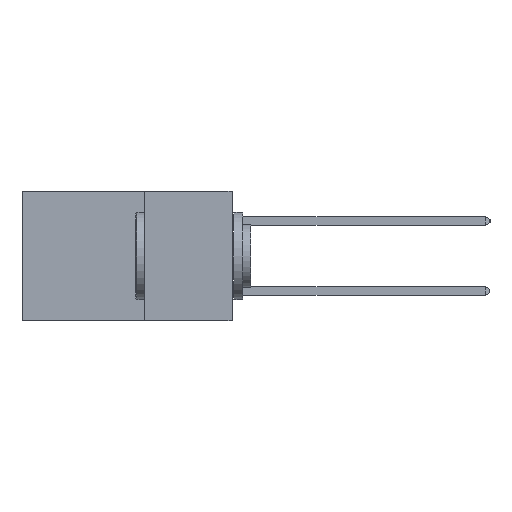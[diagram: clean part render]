
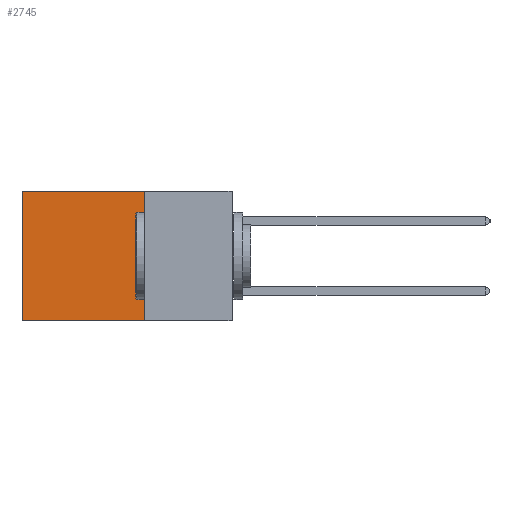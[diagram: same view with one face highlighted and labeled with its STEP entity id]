
A CAD part, left-side view. The second image highlights one B-rep face of the part: STEP entity #2745.
In plain terms, the highlighted planar face has unit normal (-1, 0, 0).
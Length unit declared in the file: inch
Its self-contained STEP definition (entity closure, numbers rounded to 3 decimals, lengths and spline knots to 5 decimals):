
#1115 = VECTOR ( 'NONE', #17465, 39.37008 ) ;
#1603 = LINE ( 'NONE', #17681, #1115 ) ;
#2244 = EDGE_CURVE ( 'NONE', #6693, #16802, #15933, .T. ) ;
#2745 = ADVANCED_FACE ( 'NONE', ( #7708 ), #16810, .F. ) ;
#3956 = VECTOR ( 'NONE', #15816, 39.37008 ) ;
#4295 = EDGE_CURVE ( 'NONE', #16802, #12639, #1603, .T. ) ;
#4983 = CARTESIAN_POINT ( 'NONE',  ( 0.2875, 0.6, -0.37 ) ) ;
#5520 = CARTESIAN_POINT ( 'NONE',  ( 0.2875, 0.25, 0. ) ) ;
#5550 = AXIS2_PLACEMENT_3D ( 'NONE', #16486, #16776, #16990 ) ;
#5596 = CARTESIAN_POINT ( 'NONE',  ( 0.2875, 0.6, 0. ) ) ;
#6159 = ORIENTED_EDGE ( 'NONE', *, *, #14666, .T. ) ;
#6282 = CARTESIAN_POINT ( 'NONE',  ( 0.2875, 0.6, 0. ) ) ;
#6419 = VERTEX_POINT ( 'NONE', #6282 ) ;
#6693 = VERTEX_POINT ( 'NONE', #14345 ) ;
#7092 = EDGE_LOOP ( 'NONE', ( #6159, #10142, #18081, #9023 ) ) ;
#7708 = FACE_OUTER_BOUND ( 'NONE', #7092, .T. ) ;
#8228 = VECTOR ( 'NONE', #15152, 39.37008 ) ;
#9023 = ORIENTED_EDGE ( 'NONE', *, *, #11182, .T. ) ;
#10142 = ORIENTED_EDGE ( 'NONE', *, *, #4295, .F. ) ;
#10166 = VECTOR ( 'NONE', #11646, 39.37008 ) ;
#11182 = EDGE_CURVE ( 'NONE', #6693, #6419, #18806, .T. ) ;
#11646 = DIRECTION ( 'NONE',  ( 0., 0., -1. ) ) ;
#12142 = LINE ( 'NONE', #5596, #10166 ) ;
#12639 = VERTEX_POINT ( 'NONE', #4983 ) ;
#14345 = CARTESIAN_POINT ( 'NONE',  ( 0.2875, 0.25, 0. ) ) ;
#14666 = EDGE_CURVE ( 'NONE', #6419, #12639, #12142, .T. ) ;
#15152 = DIRECTION ( 'NONE',  ( 0., 0., -1. ) ) ;
#15816 = DIRECTION ( 'NONE',  ( 0., 1., 0. ) ) ;
#15933 = LINE ( 'NONE', #17145, #8228 ) ;
#16486 = CARTESIAN_POINT ( 'NONE',  ( 0.2875, 0.25, 0. ) ) ;
#16776 = DIRECTION ( 'NONE',  ( 1., 0., 0. ) ) ;
#16802 = VERTEX_POINT ( 'NONE', #17910 ) ;
#16810 = PLANE ( 'NONE',  #5550 ) ;
#16990 = DIRECTION ( 'NONE',  ( 0., 0., -1. ) ) ;
#17145 = CARTESIAN_POINT ( 'NONE',  ( 0.2875, 0.25, 0. ) ) ;
#17465 = DIRECTION ( 'NONE',  ( 0., 1., 0. ) ) ;
#17681 = CARTESIAN_POINT ( 'NONE',  ( 0.2875, 0.25, -0.37 ) ) ;
#17910 = CARTESIAN_POINT ( 'NONE',  ( 0.2875, 0.25, -0.37 ) ) ;
#18081 = ORIENTED_EDGE ( 'NONE', *, *, #2244, .F. ) ;
#18806 = LINE ( 'NONE', #5520, #3956 ) ;
